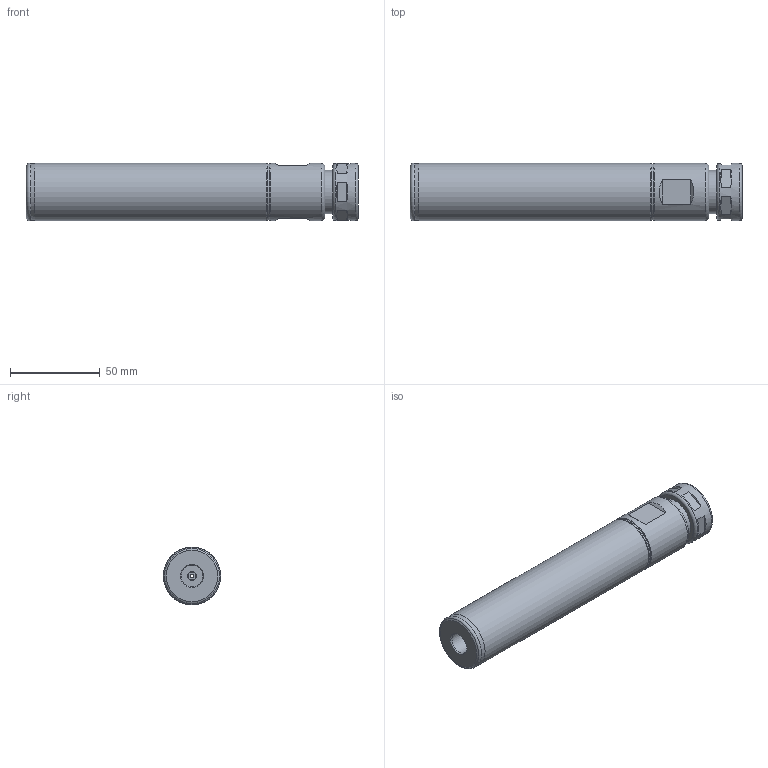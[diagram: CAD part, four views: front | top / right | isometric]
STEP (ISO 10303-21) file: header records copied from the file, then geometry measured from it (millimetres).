
FILE_DESCRIPTION((''),'2;1');
FILE_NAME('040013212185-3D.stp','2021-10-07T13:29:31',('nttooll'),(''),'Autodesk Inventor 2012','Autodesk Inventor 2012','');
FILE_SCHEMA(('AUTOMOTIVE_DESIGN { 1 0 10303 214 1 1 1 1 }'));
Length unit declared in the file: millimetre
Products named in the file (1): 040013212185-3D
Bounding box: 185 x 32 x 32 mm (x, y, z)
Volume: 120358.9 mm3; surface area: 29549.5 mm2
Topology: 1 solids, 1 shells, 81 faces, 148 edges, 91 vertices
Faces by surface type: plane 41, cylinder 21, cone 13, torus 6
Full cylindrical faces by diameter (mm): 2 x1, 4.5 x1, 5 x1, 8 x1, 9.57 x1, 12 x1, 12.8 x2, 13.3 x1, 14 x2, 14.5 x1, 17 x1, 18.2 x1, 20.5 x1, 24 x2, 31.6 x1, 32 x3
Entity records: 1798 total; most frequent: DIRECTION 342, CARTESIAN_POINT 276, ORIENTED_EDGE 210, AXIS2_PLACEMENT_3D 155, EDGE_LOOP 146, EDGE_CURVE 105, VERTEX_POINT 89, FACE_OUTER_BOUND 81
